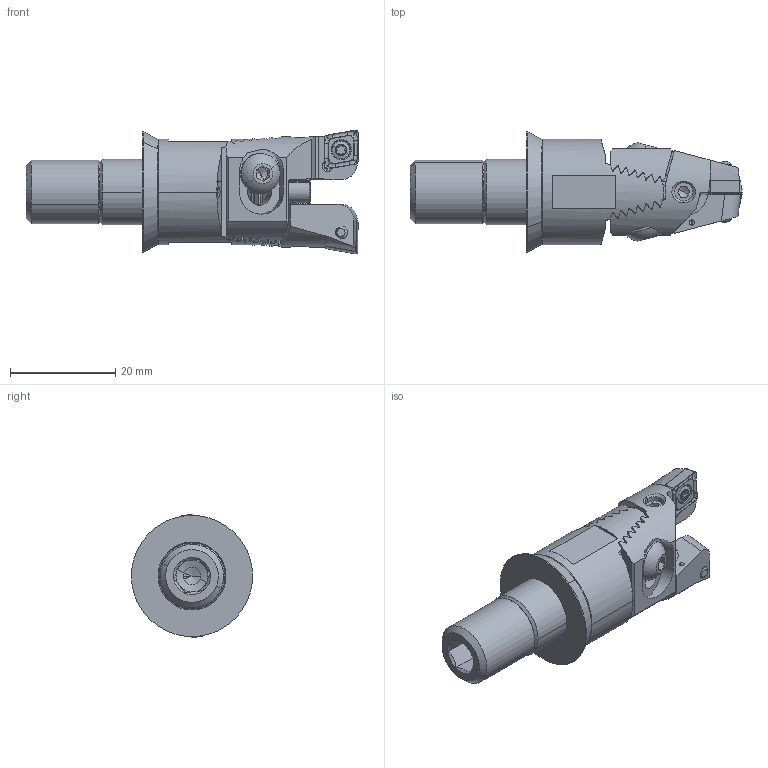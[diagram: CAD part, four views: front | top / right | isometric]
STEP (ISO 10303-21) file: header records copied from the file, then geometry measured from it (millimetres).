
FILE_DESCRIPTION (( 'STEP AP203' ), '1' );
FILE_NAME ('D00.020.024.041.STEP', '2018-03-06T14:42:13', ( 'SWIAdmin' ), ( 'Hewlett-Packard Company' ), 'SwSTEP 2.0', 'SolidWorks 2017', '' );
FILE_SCHEMA (( 'CONFIG_CONTROL_DESIGN' ));
Length unit declared in the file: millimetre
Products named in the file (11): D00.020.024.041; WCA-ER2.001.006_B; CCMT060204; Z20-ER3.001.007_A; Z20-WCA.001.015; Z20-ER1.002.008_A_PreviewCfg; Z20-ER2.001.013_A; D23-D20.HP4.003_A; HP4-Z20.024.041_A; HP4-ER2.008.028_A; Z20-WCA.001.015_A
Assembly tree (15 placements, depth 3):
  D00.020.024.041
    HP4-Z20.024.041_A
    Z20-WCA.001.015
      Z20-WCA.001.015_A  x2
      WCA-ER2.001.006_B  x2
      CCMT060204  x2
      Z20-ER3.001.007_A  x2
    Z20-ER1.002.008_A_PreviewCfg  x2
    Z20-ER2.001.013_A
    D23-D20.HP4.003_A
    HP4-ER2.008.028_A
Bounding box: 62.96 x 22.92 x 23.5 mm (x, y, z)
Volume: 11453.6 mm3; surface area: 9432.7 mm2
Topology: 14 solids, 14 shells, 764 faces, 1994 edges, 1244 vertices
Faces by surface type: plane 340, cylinder 227, cone 137, torus 28, bspline 24, sphere 8
Entity records: 18904 total; most frequent: CARTESIAN_POINT 5693, ORIENTED_EDGE 2724, DIRECTION 2289, EDGE_CURVE 1362, AXIS2_PLACEMENT_3D 863, VERTEX_POINT 859, VECTOR 563, LINE 563
